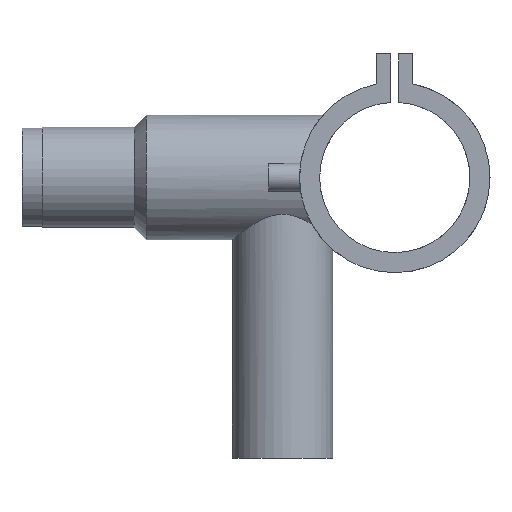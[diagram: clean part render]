
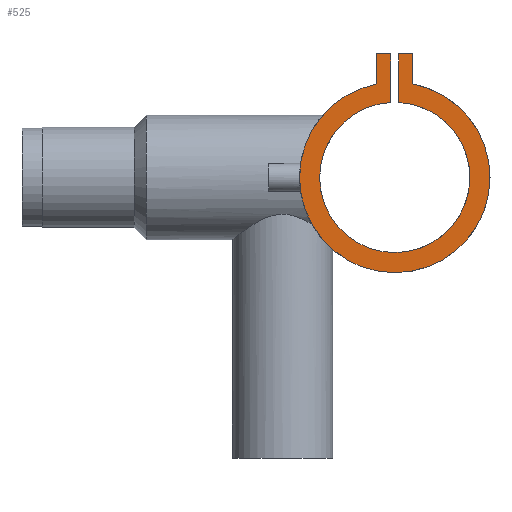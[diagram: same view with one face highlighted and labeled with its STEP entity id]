
A CAD part, left-side view. The second image highlights one B-rep face of the part: STEP entity #525.
In plain terms, the highlighted planar face has unit normal (-1, 0, 0).
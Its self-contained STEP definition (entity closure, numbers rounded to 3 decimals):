
#5 = EDGE_CURVE ( 'NONE', #1665, #1265, #2238, .T. ) ;
#6 = CIRCLE ( 'NONE', #394, 47.5 ) ;
#50 = CARTESIAN_POINT ( 'NONE',  ( -60., 2., 61.64 ) ) ;
#85 = CARTESIAN_POINT ( 'NONE',  ( -60., -2., 61.64 ) ) ;
#113 = DIRECTION ( 'NONE',  ( 0., -1., 0. ) ) ;
#131 = ORIENTED_EDGE ( 'NONE', *, *, #842, .F. ) ;
#257 = CARTESIAN_POINT ( 'NONE',  ( -60., 9., 61.64 ) ) ;
#265 = EDGE_CURVE ( 'NONE', #1265, #1517, #1201, .T. ) ;
#278 = VERTEX_POINT ( 'NONE', #796 ) ;
#295 = DIRECTION ( 'NONE',  ( 0., -1., 0. ) ) ;
#353 = VECTOR ( 'NONE', #1460, 1000. ) ;
#377 = VERTEX_POINT ( 'NONE', #257 ) ;
#394 = AXIS2_PLACEMENT_3D ( 'NONE', #2488, #822, #1603 ) ;
#408 = CARTESIAN_POINT ( 'NONE',  ( -60., -2., 37.447 ) ) ;
#438 = ORIENTED_EDGE ( 'NONE', *, *, #1065, .F. ) ;
#464 = EDGE_CURVE ( 'NONE', #1517, #1981, #2533, .T. ) ;
#483 = AXIS2_PLACEMENT_3D ( 'NONE', #1533, #2245, #512 ) ;
#485 = EDGE_CURVE ( 'NONE', #2152, #1665, #615, .T. ) ;
#502 = CARTESIAN_POINT ( 'NONE',  ( -60., -2., 61.64 ) ) ;
#512 = DIRECTION ( 'NONE',  ( 0., 0., -1. ) ) ;
#525 = ADVANCED_FACE ( 'NONE', ( #2417 ), #732, .F. ) ;
#537 = ORIENTED_EDGE ( 'NONE', *, *, #2118, .F. ) ;
#582 = AXIS2_PLACEMENT_3D ( 'NONE', #927, #1682, #2396 ) ;
#615 = CIRCLE ( 'NONE', #582, 37.5 ) ;
#630 = VECTOR ( 'NONE', #1648, 1000. ) ;
#641 = CARTESIAN_POINT ( 'NONE',  ( -60., 9., 61.64 ) ) ;
#655 = EDGE_LOOP ( 'NONE', ( #1532, #1472, #2108, #1312, #1795, #537, #438, #131 ) ) ;
#682 = VECTOR ( 'NONE', #1525, 1000. ) ;
#722 = CARTESIAN_POINT ( 'NONE',  ( -60., 2., 61.64 ) ) ;
#732 = PLANE ( 'NONE',  #483 ) ;
#796 = CARTESIAN_POINT ( 'NONE',  ( -60., 9., 46.64 ) ) ;
#822 = DIRECTION ( 'NONE',  ( 1., 0., 0. ) ) ;
#842 = EDGE_CURVE ( 'NONE', #278, #377, #2344, .T. ) ;
#878 = CARTESIAN_POINT ( 'NONE',  ( -60., -9., 61.64 ) ) ;
#927 = CARTESIAN_POINT ( 'NONE',  ( -60., 0., 0. ) ) ;
#965 = VERTEX_POINT ( 'NONE', #50 ) ;
#1001 = VECTOR ( 'NONE', #113, 1000. ) ;
#1065 = EDGE_CURVE ( 'NONE', #377, #965, #1353, .T. ) ;
#1109 = CARTESIAN_POINT ( 'NONE',  ( -60., -9., 46.64 ) ) ;
#1201 = LINE ( 'NONE', #1927, #1001 ) ;
#1265 = VERTEX_POINT ( 'NONE', #85 ) ;
#1312 = ORIENTED_EDGE ( 'NONE', *, *, #5, .F. ) ;
#1339 = DIRECTION ( 'NONE',  ( 0., 0., 1. ) ) ;
#1353 = LINE ( 'NONE', #2071, #2037 ) ;
#1438 = VECTOR ( 'NONE', #1339, 1000. ) ;
#1460 = DIRECTION ( 'NONE',  ( 0., 0., 1. ) ) ;
#1472 = ORIENTED_EDGE ( 'NONE', *, *, #464, .F. ) ;
#1517 = VERTEX_POINT ( 'NONE', #2462 ) ;
#1525 = DIRECTION ( 'NONE',  ( 0., 0., -1. ) ) ;
#1532 = ORIENTED_EDGE ( 'NONE', *, *, #2244, .F. ) ;
#1533 = CARTESIAN_POINT ( 'NONE',  ( -60., 0., 0. ) ) ;
#1603 = DIRECTION ( 'NONE',  ( 0., 0., -1. ) ) ;
#1648 = DIRECTION ( 'NONE',  ( 0., 0., -1. ) ) ;
#1665 = VERTEX_POINT ( 'NONE', #408 ) ;
#1682 = DIRECTION ( 'NONE',  ( -1., 0., 0. ) ) ;
#1795 = ORIENTED_EDGE ( 'NONE', *, *, #485, .F. ) ;
#1927 = CARTESIAN_POINT ( 'NONE',  ( -60., -2., 61.64 ) ) ;
#1981 = VERTEX_POINT ( 'NONE', #1109 ) ;
#2037 = VECTOR ( 'NONE', #295, 1000. ) ;
#2071 = CARTESIAN_POINT ( 'NONE',  ( -60., 9., 61.64 ) ) ;
#2108 = ORIENTED_EDGE ( 'NONE', *, *, #265, .F. ) ;
#2118 = EDGE_CURVE ( 'NONE', #965, #2152, #2410, .T. ) ;
#2152 = VERTEX_POINT ( 'NONE', #2424 ) ;
#2238 = LINE ( 'NONE', #502, #1438 ) ;
#2244 = EDGE_CURVE ( 'NONE', #1981, #278, #6, .T. ) ;
#2245 = DIRECTION ( 'NONE',  ( 1., 0., 0. ) ) ;
#2344 = LINE ( 'NONE', #641, #353 ) ;
#2396 = DIRECTION ( 'NONE',  ( 0., 0., -1. ) ) ;
#2410 = LINE ( 'NONE', #722, #682 ) ;
#2417 = FACE_OUTER_BOUND ( 'NONE', #655, .T. ) ;
#2424 = CARTESIAN_POINT ( 'NONE',  ( -60., 2., 37.447 ) ) ;
#2462 = CARTESIAN_POINT ( 'NONE',  ( -60., -9., 61.64 ) ) ;
#2488 = CARTESIAN_POINT ( 'NONE',  ( -60., 0., 0. ) ) ;
#2533 = LINE ( 'NONE', #878, #630 ) ;
